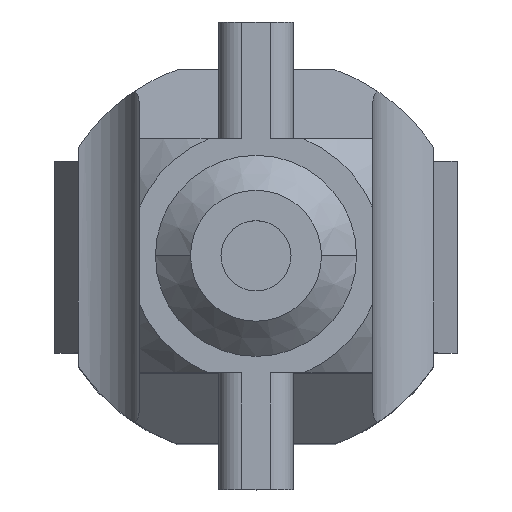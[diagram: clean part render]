
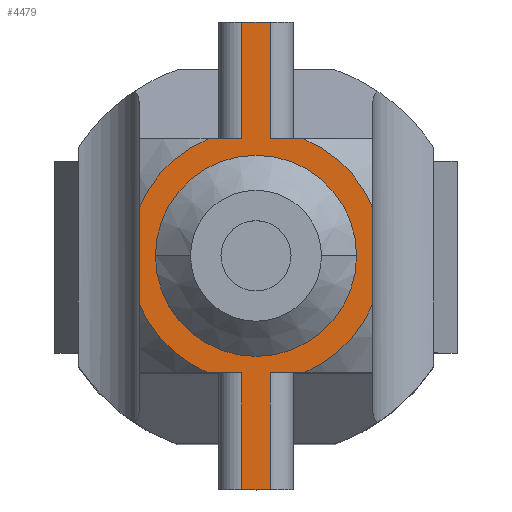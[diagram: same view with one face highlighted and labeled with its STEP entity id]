
A CAD part, top view. The second image highlights one B-rep face of the part: STEP entity #4479.
In plain terms, the highlighted planar face has unit normal (0, 0, 1).
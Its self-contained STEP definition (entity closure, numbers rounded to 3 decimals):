
#3186=DIRECTION('',(0.,-1.,0.));
#3187=VECTOR('',#3186,5.);
#3188=CARTESIAN_POINT('',(0.6,10.,18.3));
#3189=LINE('',#3188,#3187);
#3200=CARTESIAN_POINT('',(0.,0.,18.3));
#3201=DIRECTION('',(0.,0.,-1.));
#3202=DIRECTION('',(1.,0.,0.));
#3203=AXIS2_PLACEMENT_3D('',#3200,#3201,#3202);
#3208=CARTESIAN_POINT('',(0.,0.,18.3));
#3209=DIRECTION('',(0.,0.,-1.));
#3210=DIRECTION('',(-1.,0.,0.));
#3211=AXIS2_PLACEMENT_3D('',#3208,#3209,#3210);
#3216=DIRECTION('',(0.,1.,0.));
#3217=VECTOR('',#3216,4.079);
#3218=CARTESIAN_POINT('',(5.,-2.04,18.3));
#3219=LINE('',#3218,#3217);
#3223=CARTESIAN_POINT('',(0.,0.,18.3));
#3224=DIRECTION('',(0.,0.,1.));
#3225=DIRECTION('',(0.378,-0.926,0.));
#3226=AXIS2_PLACEMENT_3D('',#3223,#3224,#3225);
#3231=DIRECTION('',(1.,0.,0.));
#3232=VECTOR('',#3231,1.44);
#3233=CARTESIAN_POINT('',(0.6,-5.,18.3));
#3234=LINE('',#3233,#3232);
#3238=DIRECTION('',(1.,0.,0.));
#3239=VECTOR('',#3238,1.44);
#3240=CARTESIAN_POINT('',(-2.04,-5.,
18.3));
#3241=LINE('',#3240,#3239);
#3245=CARTESIAN_POINT('',(0.,0.,18.3));
#3246=DIRECTION('',(0.,0.,1.));
#3247=DIRECTION('',(-0.926,-0.378,0.));
#3248=AXIS2_PLACEMENT_3D('',#3245,#3246,#3247);
#3253=DIRECTION('',(0.,-1.,0.));
#3254=VECTOR('',#3253,4.079);
#3255=CARTESIAN_POINT('',(-5.,2.04,18.3));
#3256=LINE('',#3255,#3254);
#3260=CARTESIAN_POINT('',(0.,0.,18.3));
#3261=DIRECTION('',(0.,0.,1.));
#3262=DIRECTION('',(-0.378,0.926,0.));
#3263=AXIS2_PLACEMENT_3D('',#3260,#3261,#3262);
#3268=DIRECTION('',(-1.,0.,0.));
#3269=VECTOR('',#3268,1.44);
#3270=CARTESIAN_POINT('',(-0.6,5.,18.3));
#3271=LINE('',#3270,#3269);
#3275=DIRECTION('',(-1.,0.,0.));
#3276=VECTOR('',#3275,1.44);
#3277=CARTESIAN_POINT('',(2.04,5.,18.3));
#3278=LINE('',#3277,#3276);
#3282=CARTESIAN_POINT('',(0.,0.,18.3));
#3283=DIRECTION('',(0.,0.,1.));
#3284=DIRECTION('',(0.926,0.378,0.));
#3285=AXIS2_PLACEMENT_3D('',#3282,#3283,#3284);
#3988=DIRECTION('',(1.,0.,0.));
#3989=VECTOR('',#3988,1.2);
#3990=CARTESIAN_POINT('',(-0.6,10.,18.3));
#3991=LINE('',#3990,#3989);
#4024=DIRECTION('',(0.,1.,0.));
#4025=VECTOR('',#4024,5.);
#4026=CARTESIAN_POINT('',(-0.6,5.,18.3));
#4027=LINE('',#4026,#4025);
#4037=CARTESIAN_POINT('',(-5.,2.04,18.3));
#4067=CARTESIAN_POINT('',(-5.,-2.04,
18.3));
#4089=DIRECTION('',(0.,1.,0.));
#4090=VECTOR('',#4089,5.);
#4091=CARTESIAN_POINT('',(-0.6,-10.,18.3));
#4092=LINE('',#4091,#4090);
#4111=DIRECTION('',(-1.,0.,0.));
#4112=VECTOR('',#4111,1.2);
#4113=CARTESIAN_POINT('',(0.6,-10.,18.3));
#4114=LINE('',#4113,#4112);
#4191=DIRECTION('',(0.,-1.,0.));
#4192=VECTOR('',#4191,5.);
#4193=CARTESIAN_POINT('',(0.6,-5.,18.3));
#4194=LINE('',#4193,#4192);
#4236=CARTESIAN_POINT('',(0.6,10.,18.3));
#4237=VERTEX_POINT('',#4236);
#4238=CARTESIAN_POINT('',(0.6,5.,18.3));
#4239=VERTEX_POINT('',#4238);
#4252=CARTESIAN_POINT('',(2.04,5.,18.3));
#4253=VERTEX_POINT('',#4252);
#4258=CARTESIAN_POINT('',(-0.6,10.,18.3));
#4259=VERTEX_POINT('',#4258);
#4268=CARTESIAN_POINT('',(-0.6,-10.,18.3));
#4269=VERTEX_POINT('',#4268);
#4270=CARTESIAN_POINT('',(-0.6,-5.,18.3));
#4271=VERTEX_POINT('',#4270);
#4272=CARTESIAN_POINT('',(-0.6,5.,18.3));
#4273=VERTEX_POINT('',#4272);
#4280=CARTESIAN_POINT('',(-2.04,5.,18.3));
#4281=VERTEX_POINT('',#4280);
#4282=CARTESIAN_POINT('',(5.,2.04,18.3));
#4283=VERTEX_POINT('',#4282);
#4288=CARTESIAN_POINT('',(5.,-2.04,18.3));
#4289=VERTEX_POINT('',#4288);
#4290=CARTESIAN_POINT('',(0.6,-5.,18.3));
#4291=VERTEX_POINT('',#4290);
#4292=CARTESIAN_POINT('',(0.6,-10.,18.3));
#4293=VERTEX_POINT('',#4292);
#4294=CARTESIAN_POINT('',(-2.04,-5.,
18.3));
#4295=VERTEX_POINT('',#4294);
#4306=CARTESIAN_POINT('',(2.04,-5.,18.3));
#4307=VERTEX_POINT('',#4306);
#4308=VERTEX_POINT('',#4037);
#4313=VERTEX_POINT('',#4067);
#4382=CARTESIAN_POINT('',(4.3,0.,
18.3));
#4384=VERTEX_POINT('',#4382);
#4386=CARTESIAN_POINT('',(-4.3,0.,
18.3));
#4388=VERTEX_POINT('',#4386);
#4435=CARTESIAN_POINT('',(0.,0.,18.3));
#4436=DIRECTION('',(0.,0.,1.));
#4437=DIRECTION('',(1.,0.,0.));
#4438=AXIS2_PLACEMENT_3D('',#4435,#4436,#4437);
#4439=PLANE('',#4438);
#4441=ORIENTED_EDGE('',*,*,#4440,.F.);
#4443=ORIENTED_EDGE('',*,*,#4442,.F.);
#4445=ORIENTED_EDGE('',*,*,#4444,.F.);
#4447=ORIENTED_EDGE('',*,*,#4446,.T.);
#4449=ORIENTED_EDGE('',*,*,#4448,.T.);
#4451=ORIENTED_EDGE('',*,*,#4450,.T.);
#4453=ORIENTED_EDGE('',*,*,#4452,.F.);
#4455=ORIENTED_EDGE('',*,*,#4454,.F.);
#4457=ORIENTED_EDGE('',*,*,#4456,.F.);
#4459=ORIENTED_EDGE('',*,*,#4458,.F.);
#4461=ORIENTED_EDGE('',*,*,#4460,.F.);
#4463=ORIENTED_EDGE('',*,*,#4462,.T.);
#4465=ORIENTED_EDGE('',*,*,#4464,.T.);
#4466=ORIENTED_EDGE('',*,*,#4418,.T.);
#4468=ORIENTED_EDGE('',*,*,#4467,.F.);
#4470=ORIENTED_EDGE('',*,*,#4469,.F.);
#4471=EDGE_LOOP('',(#4441,#4443,#4445,#4447,#4449,#4451,#4453,#4455,#4457,#4459,
#4461,#4463,#4465,#4466,#4468,#4470));
#4472=FACE_OUTER_BOUND('',#4471,.F.);
#4474=ORIENTED_EDGE('',*,*,#4473,.F.);
#4476=ORIENTED_EDGE('',*,*,#4475,.F.);
#4477=EDGE_LOOP('',(#4474,#4476));
#4478=FACE_BOUND('',#4477,.F.);
#3204=CIRCLE('',#3203,4.3);
#3212=CIRCLE('',#3211,4.3);
#3227=CIRCLE('',#3226,5.4);
#3249=CIRCLE('',#3248,5.4);
#3264=CIRCLE('',#3263,5.4);
#3286=CIRCLE('',#3285,5.4);
#4418=EDGE_CURVE('',#4237,#4239,#3189,.T.);
#4440=EDGE_CURVE('',#4289,#4283,#3219,.T.);
#4442=EDGE_CURVE('',#4307,#4289,#3227,.T.);
#4444=EDGE_CURVE('',#4291,#4307,#3234,.T.);
#4446=EDGE_CURVE('',#4291,#4293,#4194,.T.);
#4448=EDGE_CURVE('',#4293,#4269,#4114,.T.);
#4450=EDGE_CURVE('',#4269,#4271,#4092,.T.);
#4452=EDGE_CURVE('',#4295,#4271,#3241,.T.);
#4454=EDGE_CURVE('',#4313,#4295,#3249,.T.);
#4456=EDGE_CURVE('',#4308,#4313,#3256,.T.);
#4458=EDGE_CURVE('',#4281,#4308,#3264,.T.);
#4460=EDGE_CURVE('',#4273,#4281,#3271,.T.);
#4462=EDGE_CURVE('',#4273,#4259,#4027,.T.);
#4464=EDGE_CURVE('',#4259,#4237,#3991,.T.);
#4467=EDGE_CURVE('',#4253,#4239,#3278,.T.);
#4469=EDGE_CURVE('',#4283,#4253,#3286,.T.);
#4473=EDGE_CURVE('',#4384,#4388,#3204,.T.);
#4475=EDGE_CURVE('',#4388,#4384,#3212,.T.);
#4479=ADVANCED_FACE('',(#4472,#4478),#4439,.T.);
